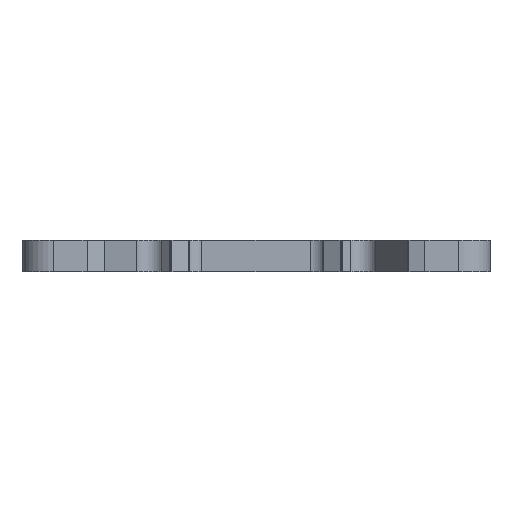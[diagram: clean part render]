
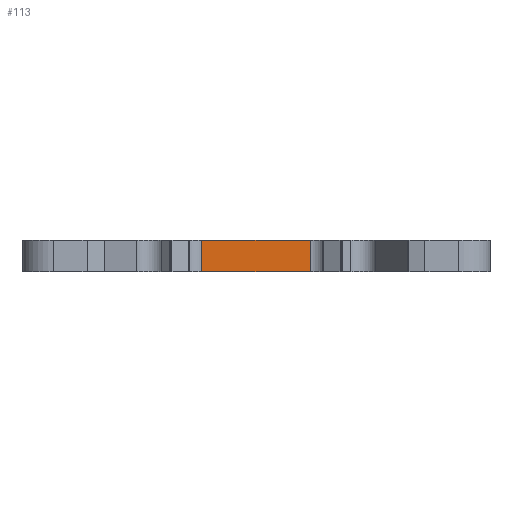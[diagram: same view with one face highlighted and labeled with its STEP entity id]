
A CAD part, left-side view. The second image highlights one B-rep face of the part: STEP entity #113.
In plain terms, the highlighted planar face has unit normal (-1, 0, 0).
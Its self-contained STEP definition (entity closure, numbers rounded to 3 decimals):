
#32 = ORIENTED_EDGE ( 'NONE', *, *, #247, .F. ) ;
#113 = ADVANCED_FACE ( 'NONE', ( #577 ), #1612, .T. ) ;
#233 = DIRECTION ( 'NONE',  ( 0., -1., 0. ) ) ;
#247 = EDGE_CURVE ( 'NONE', #1252, #1513, #471, .T. ) ;
#251 = VECTOR ( 'NONE', #409, 1000. ) ;
#293 = ORIENTED_EDGE ( 'NONE', *, *, #298, .T. ) ;
#298 = EDGE_CURVE ( 'NONE', #404, #1406, #600, .T. ) ;
#317 = CARTESIAN_POINT ( 'NONE',  ( 32.499, 0., 0. ) ) ;
#323 = CARTESIAN_POINT ( 'NONE',  ( 32.499, 10.418, 6. ) ) ;
#345 = CARTESIAN_POINT ( 'NONE',  ( 32.499, 0., 6. ) ) ;
#375 = CARTESIAN_POINT ( 'NONE',  ( 32.499, 10.418, 0. ) ) ;
#404 = VERTEX_POINT ( 'NONE', #375 ) ;
#409 = DIRECTION ( 'NONE',  ( 0., 0., -1. ) ) ;
#428 = CARTESIAN_POINT ( 'NONE',  ( 32.499, -10.418, 3. ) ) ;
#435 = DIRECTION ( 'NONE',  ( 0., -1., 0. ) ) ;
#466 = DIRECTION ( 'NONE',  ( 0., -1., 0. ) ) ;
#471 = LINE ( 'NONE', #345, #1481 ) ;
#502 = ORIENTED_EDGE ( 'NONE', *, *, #1447, .T. ) ;
#550 = DIRECTION ( 'NONE',  ( 0., 0., -1. ) ) ;
#563 = AXIS2_PLACEMENT_3D ( 'NONE', #848, #978, #233 ) ;
#577 = FACE_OUTER_BOUND ( 'NONE', #818, .T. ) ;
#600 = LINE ( 'NONE', #317, #1584 ) ;
#782 = LINE ( 'NONE', #428, #1380 ) ;
#818 = EDGE_LOOP ( 'NONE', ( #32, #502, #293, #917 ) ) ;
#848 = CARTESIAN_POINT ( 'NONE',  ( 32.499, 10.418, 0. ) ) ;
#914 = CARTESIAN_POINT ( 'NONE',  ( 32.499, 10.418, 3. ) ) ;
#917 = ORIENTED_EDGE ( 'NONE', *, *, #1568, .F. ) ;
#957 = LINE ( 'NONE', #914, #251 ) ;
#978 = DIRECTION ( 'NONE',  ( -1., 0., 0. ) ) ;
#1252 = VERTEX_POINT ( 'NONE', #323 ) ;
#1380 = VECTOR ( 'NONE', #550, 1000. ) ;
#1406 = VERTEX_POINT ( 'NONE', #1540 ) ;
#1426 = CARTESIAN_POINT ( 'NONE',  ( 32.499, -10.418, 6. ) ) ;
#1447 = EDGE_CURVE ( 'NONE', #1252, #404, #957, .T. ) ;
#1481 = VECTOR ( 'NONE', #466, 1000. ) ;
#1513 = VERTEX_POINT ( 'NONE', #1426 ) ;
#1540 = CARTESIAN_POINT ( 'NONE',  ( 32.499, -10.418, 0. ) ) ;
#1568 = EDGE_CURVE ( 'NONE', #1513, #1406, #782, .T. ) ;
#1584 = VECTOR ( 'NONE', #435, 1000. ) ;
#1612 = PLANE ( 'NONE',  #563 ) ;
